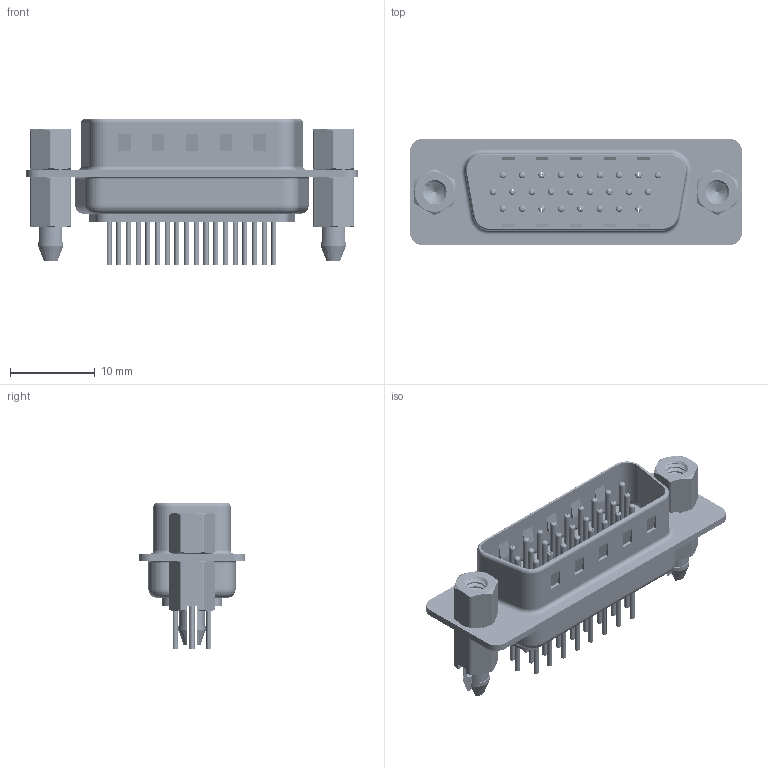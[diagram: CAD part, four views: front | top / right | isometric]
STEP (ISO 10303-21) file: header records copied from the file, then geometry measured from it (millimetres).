
FILE_DESCRIPTION (( 'STEP AP203' ), '1' );
FILE_NAME ('MHHDD-26MNS-H1.STEP', '2025-11-21T20:11:19', ( '' ), ( '' ), 'SwSTEP 2.0', 'SolidWorks 2023', '' );
FILE_SCHEMA (( 'CONFIG_CONTROL_DESIGN' ));
Length unit declared in the file: millimetre
Products named in the file (9): MHHDD 4-40 Hex Standoff; MHHDD Shell Front_26 Contacts; MHHDD Shell Rear_26 Contacts; MHHDD Contact Row 3_30; MHHDD Contact Row 2_30; MHHDD Contact Row 1_30; MHHDD-26MNS-H1; MHHDD Housing_26 Contacts; MHHDD 4-40 Threaded Boardlock_LP
Assembly tree (33 placements, depth 2):
  MHHDD-26MNS-H1
    MHHDD Housing_26 Contacts
    MHHDD Shell Front_26 Contacts
    MHHDD Shell Rear_26 Contacts
    MHHDD Contact Row 1_30  x9
    MHHDD Contact Row 2_30  x9
    MHHDD Contact Row 3_30  x8
    MHHDD 4-40 Hex Standoff  x2
    MHHDD 4-40 Threaded Boardlock_LP  x2
Bounding box: 39.14 x 12.55 x 17.15 mm (x, y, z)
Volume: 2098.6 mm3; surface area: 7312.4 mm2
Topology: 33 solids, 33 shells, 3138 faces, 8319 edges, 5152 vertices
Faces by surface type: cylinder 1199, plane 817, torus 804, cone 300, bspline 18
Entity records: 33519 total; most frequent: CARTESIAN_POINT 9995, DIRECTION 4816, ORIENTED_EDGE 4490, EDGE_CURVE 2245, AXIS2_PLACEMENT_3D 1934, VERTEX_POINT 1433, EDGE_LOOP 1038, CIRCLE 1017
